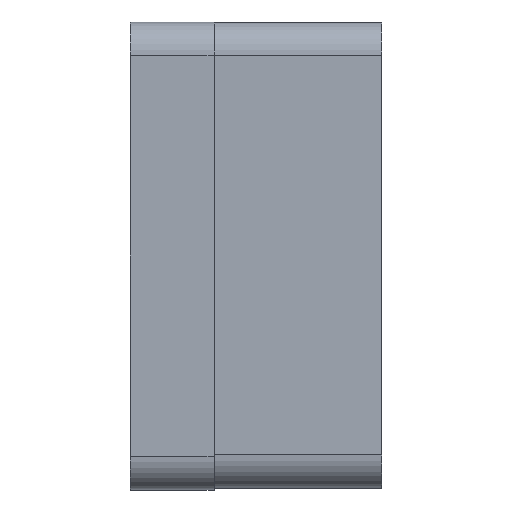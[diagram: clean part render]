
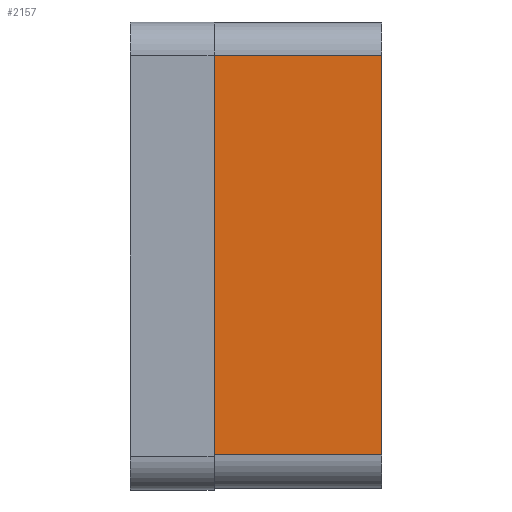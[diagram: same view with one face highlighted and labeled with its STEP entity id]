
A CAD part, front view. The second image highlights one B-rep face of the part: STEP entity #2157.
In plain terms, the highlighted planar face has unit normal (0, -1, 0).
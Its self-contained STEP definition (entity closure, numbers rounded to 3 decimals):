
#72 = PLANE('',#73);
#73 = AXIS2_PLACEMENT_3D('',#74,#75,#76);
#74 = CARTESIAN_POINT('',(-60.3,-0.003,-0.683));
#75 = DIRECTION('',(1.,0.,0.));
#76 = DIRECTION('',(0.,1.,0.));
#126 = PLANE('',#127);
#127 = AXIS2_PLACEMENT_3D('',#128,#129,#130);
#128 = CARTESIAN_POINT('',(-50.3,-0.003,-0.048
    ));
#129 = DIRECTION('',(1.,0.,0.));
#130 = DIRECTION('',(0.,1.,0.));
#339 = VERTEX_POINT('',#340);
#340 = CARTESIAN_POINT('',(-50.3,-28.9,11.9));
#359 = CYLINDRICAL_SURFACE('',#360,2.);
#360 = AXIS2_PLACEMENT_3D('',#361,#362,#363);
#361 = CARTESIAN_POINT('',(-50.3,-26.9,11.9));
#362 = DIRECTION('',(1.,0.,0.));
#363 = DIRECTION('',(0.,-1.,0.));
#371 = EDGE_CURVE('',#339,#372,#374,.T.);
#372 = VERTEX_POINT('',#373);
#373 = CARTESIAN_POINT('',(-50.3,-28.9,-11.9));
#374 = SURFACE_CURVE('',#375,(#379,#386),.PCURVE_S1.);
#375 = LINE('',#376,#377);
#376 = CARTESIAN_POINT('',(-50.3,-28.9,11.9));
#377 = VECTOR('',#378,1.);
#378 = DIRECTION('',(-0.,0.,-1.));
#379 = PCURVE('',#126,#380);
#380 = DEFINITIONAL_REPRESENTATION('',(#381),#385);
#381 = LINE('',#382,#383);
#382 = CARTESIAN_POINT('',(-28.897,11.948));
#383 = VECTOR('',#384,1.);
#384 = DIRECTION('',(0.,-1.));
#385 = ( GEOMETRIC_REPRESENTATION_CONTEXT(2) 
PARAMETRIC_REPRESENTATION_CONTEXT() REPRESENTATION_CONTEXT('2D SPACE',''
  ) );
#386 = PCURVE('',#387,#392);
#387 = PLANE('',#388);
#388 = AXIS2_PLACEMENT_3D('',#389,#390,#391);
#389 = CARTESIAN_POINT('',(-50.3,-28.9,11.9));
#390 = DIRECTION('',(0.,-1.,0.));
#391 = DIRECTION('',(0.,0.,-1.));
#392 = DEFINITIONAL_REPRESENTATION('',(#393),#397);
#393 = LINE('',#394,#395);
#394 = CARTESIAN_POINT('',(0.,0.));
#395 = VECTOR('',#396,1.);
#396 = DIRECTION('',(1.,0.));
#397 = ( GEOMETRIC_REPRESENTATION_CONTEXT(2) 
PARAMETRIC_REPRESENTATION_CONTEXT() REPRESENTATION_CONTEXT('2D SPACE',''
  ) );
#420 = CYLINDRICAL_SURFACE('',#421,2.);
#421 = AXIS2_PLACEMENT_3D('',#422,#423,#424);
#422 = CARTESIAN_POINT('',(-50.3,-26.9,-11.9));
#423 = DIRECTION('',(1.,0.,0.));
#424 = DIRECTION('',(0.,-1.,0.));
#1977 = VERTEX_POINT('',#1978);
#1978 = CARTESIAN_POINT('',(-60.3,-28.9,-11.9));
#2004 = EDGE_CURVE('',#2005,#1977,#2007,.T.);
#2005 = VERTEX_POINT('',#2006);
#2006 = CARTESIAN_POINT('',(-60.3,-28.9,11.9));
#2007 = SURFACE_CURVE('',#2008,(#2012,#2019),.PCURVE_S1.);
#2008 = LINE('',#2009,#2010);
#2009 = CARTESIAN_POINT('',(-60.3,-28.9,11.9));
#2010 = VECTOR('',#2011,1.);
#2011 = DIRECTION('',(-0.,0.,-1.));
#2012 = PCURVE('',#72,#2013);
#2013 = DEFINITIONAL_REPRESENTATION('',(#2014),#2018);
#2014 = LINE('',#2015,#2016);
#2015 = CARTESIAN_POINT('',(-28.897,12.583));
#2016 = VECTOR('',#2017,1.);
#2017 = DIRECTION('',(0.,-1.));
#2018 = ( GEOMETRIC_REPRESENTATION_CONTEXT(2) 
PARAMETRIC_REPRESENTATION_CONTEXT() REPRESENTATION_CONTEXT('2D SPACE',''
  ) );
#2019 = PCURVE('',#387,#2020);
#2020 = DEFINITIONAL_REPRESENTATION('',(#2021),#2025);
#2021 = LINE('',#2022,#2023);
#2022 = CARTESIAN_POINT('',(0.,-10.));
#2023 = VECTOR('',#2024,1.);
#2024 = DIRECTION('',(1.,0.));
#2025 = ( GEOMETRIC_REPRESENTATION_CONTEXT(2) 
PARAMETRIC_REPRESENTATION_CONTEXT() REPRESENTATION_CONTEXT('2D SPACE',''
  ) );
#2134 = EDGE_CURVE('',#339,#2005,#2135,.T.);
#2135 = SURFACE_CURVE('',#2136,(#2140,#2147),.PCURVE_S1.);
#2136 = LINE('',#2137,#2138);
#2137 = CARTESIAN_POINT('',(-50.3,-28.9,11.9));
#2138 = VECTOR('',#2139,1.);
#2139 = DIRECTION('',(-1.,0.,0.));
#2140 = PCURVE('',#359,#2141);
#2141 = DEFINITIONAL_REPRESENTATION('',(#2142),#2146);
#2142 = LINE('',#2143,#2144);
#2143 = CARTESIAN_POINT('',(0.,-0.));
#2144 = VECTOR('',#2145,1.);
#2145 = DIRECTION('',(-0.,-1.));
#2146 = ( GEOMETRIC_REPRESENTATION_CONTEXT(2) 
PARAMETRIC_REPRESENTATION_CONTEXT() REPRESENTATION_CONTEXT('2D SPACE',''
  ) );
#2147 = PCURVE('',#387,#2148);
#2148 = DEFINITIONAL_REPRESENTATION('',(#2149),#2153);
#2149 = LINE('',#2150,#2151);
#2150 = CARTESIAN_POINT('',(0.,0.));
#2151 = VECTOR('',#2152,1.);
#2152 = DIRECTION('',(0.,-1.));
#2153 = ( GEOMETRIC_REPRESENTATION_CONTEXT(2) 
PARAMETRIC_REPRESENTATION_CONTEXT() REPRESENTATION_CONTEXT('2D SPACE',''
  ) );
#2157 = ADVANCED_FACE('',(#2158),#387,.T.);
#2158 = FACE_BOUND('',#2159,.T.);
#2159 = EDGE_LOOP('',(#2160,#2161,#2162,#2183));
#2160 = ORIENTED_EDGE('',*,*,#2134,.T.);
#2161 = ORIENTED_EDGE('',*,*,#2004,.T.);
#2162 = ORIENTED_EDGE('',*,*,#2163,.F.);
#2163 = EDGE_CURVE('',#372,#1977,#2164,.T.);
#2164 = SURFACE_CURVE('',#2165,(#2169,#2176),.PCURVE_S1.);
#2165 = LINE('',#2166,#2167);
#2166 = CARTESIAN_POINT('',(-50.3,-28.9,-11.9));
#2167 = VECTOR('',#2168,1.);
#2168 = DIRECTION('',(-1.,0.,0.));
#2169 = PCURVE('',#387,#2170);
#2170 = DEFINITIONAL_REPRESENTATION('',(#2171),#2175);
#2171 = LINE('',#2172,#2173);
#2172 = CARTESIAN_POINT('',(23.8,0.));
#2173 = VECTOR('',#2174,1.);
#2174 = DIRECTION('',(0.,-1.));
#2175 = ( GEOMETRIC_REPRESENTATION_CONTEXT(2) 
PARAMETRIC_REPRESENTATION_CONTEXT() REPRESENTATION_CONTEXT('2D SPACE',''
  ) );
#2176 = PCURVE('',#420,#2177);
#2177 = DEFINITIONAL_REPRESENTATION('',(#2178),#2182);
#2178 = LINE('',#2179,#2180);
#2179 = CARTESIAN_POINT('',(-6.283,0.));
#2180 = VECTOR('',#2181,1.);
#2181 = DIRECTION('',(-0.,-1.));
#2182 = ( GEOMETRIC_REPRESENTATION_CONTEXT(2) 
PARAMETRIC_REPRESENTATION_CONTEXT() REPRESENTATION_CONTEXT('2D SPACE',''
  ) );
#2183 = ORIENTED_EDGE('',*,*,#371,.F.);
